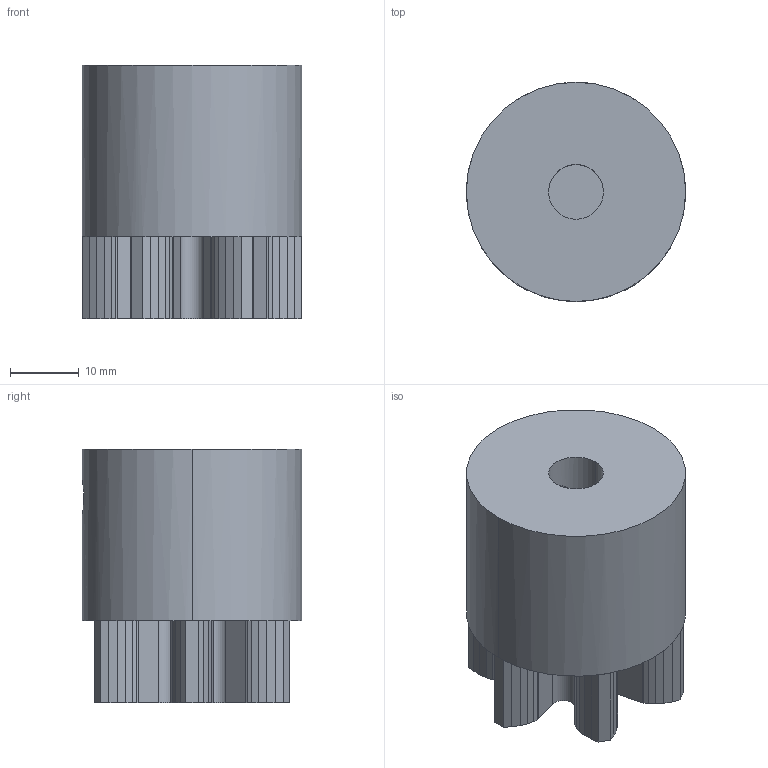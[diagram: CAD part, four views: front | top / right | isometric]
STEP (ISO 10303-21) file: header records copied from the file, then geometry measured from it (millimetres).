
FILE_DESCRIPTION (( 'STEP AP214' ), '1' );
FILE_NAME ('remo-usi-05_roue denté z6 m4 .STEP', '2019-06-25T13:54:06', ( '' ), ( '' ), 'SwSTEP 2.0', 'SolidWorks 2016', '' );
FILE_SCHEMA (( 'AUTOMOTIVE_DESIGN' ));
Length unit declared in the file: millimetre
Products named in the file (1): remo-usi-05_roue denté z6 m4 
Bounding box: 32 x 32 x 37 mm (x, y, z)
Volume: 23737.7 mm3; surface area: 6636.6 mm2
Topology: 1 solids, 1 shells, 119 faces, 324 edges, 208 vertices
Faces by surface type: plane 105, cylinder 14
Entity records: 3856 total; most frequent: CARTESIAN_POINT 774, ORIENTED_EDGE 648, DIRECTION 596, EDGE_CURVE 324, VECTOR 284, LINE 284, VERTEX_POINT 208, AXIS2_PLACEMENT_3D 156
